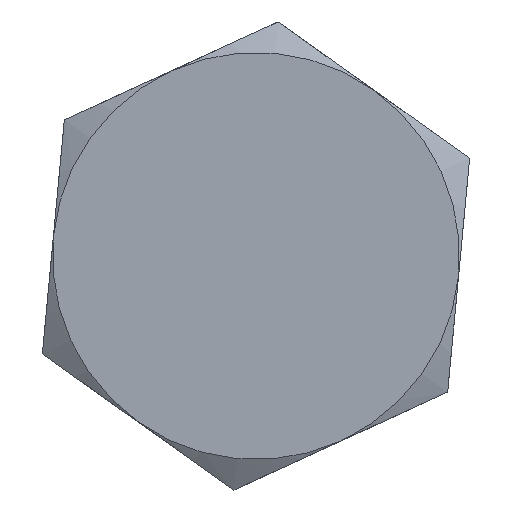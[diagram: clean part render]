
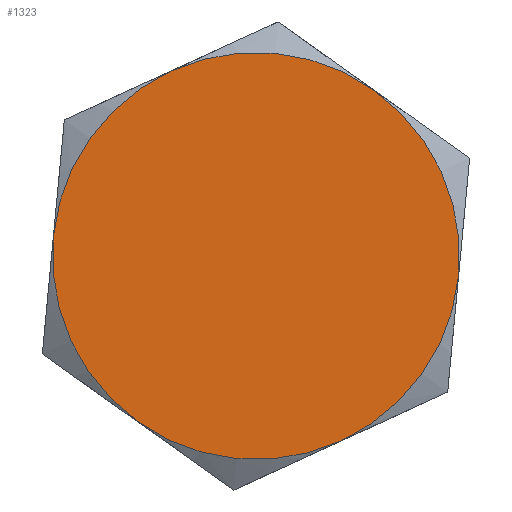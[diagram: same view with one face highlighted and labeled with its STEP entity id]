
A CAD part, front view. The second image highlights one B-rep face of the part: STEP entity #1323.
In plain terms, the highlighted planar face has unit normal (0, -1, 0).
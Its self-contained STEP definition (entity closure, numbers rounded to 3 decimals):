
#167 = VERTEX_POINT('',#168);
#168 = CARTESIAN_POINT('',(-62.54,177.5,
    -260.161));
#193 = CONICAL_SURFACE('',#194,9.,1.047);
#194 = AXIS2_PLACEMENT_3D('',#195,#196,#197);
#195 = CARTESIAN_POINT('',(-67.75,177.5,
    -267.5));
#196 = DIRECTION('',(0.,1.,0.));
#197 = DIRECTION('',(-0.417,0.,0.909)
  );
#330 = CONICAL_SURFACE('',#331,9.,1.047);
#331 = AXIS2_PLACEMENT_3D('',#332,#333,#334);
#332 = CARTESIAN_POINT('',(-67.75,177.5,
    -267.5));
#333 = DIRECTION('',(0.,1.,0.));
#334 = DIRECTION('',(-0.417,0.,0.909)
  );
#368 = VERTEX_POINT('',#369);
#369 = CARTESIAN_POINT('',(-71.5,177.5,
    -259.319));
#494 = CONICAL_SURFACE('',#495,9.,1.047);
#495 = AXIS2_PLACEMENT_3D('',#496,#497,#498);
#496 = CARTESIAN_POINT('',(-67.75,177.5,
    -267.5));
#497 = DIRECTION('',(0.,1.,0.));
#498 = DIRECTION('',(-0.417,0.,0.909)
  );
#532 = VERTEX_POINT('',#533);
#533 = CARTESIAN_POINT('',(-76.71,177.5,
    -266.657));
#658 = CONICAL_SURFACE('',#659,9.,1.047);
#659 = AXIS2_PLACEMENT_3D('',#660,#661,#662);
#660 = CARTESIAN_POINT('',(-67.75,177.5,
    -267.5));
#661 = DIRECTION('',(0.,1.,0.));
#662 = DIRECTION('',(-0.417,0.,0.909)
  );
#726 = VERTEX_POINT('',#727);
#727 = CARTESIAN_POINT('',(-72.96,177.5,-274.839
    ));
#747 = CONICAL_SURFACE('',#748,9.,1.047);
#748 = AXIS2_PLACEMENT_3D('',#749,#750,#751);
#749 = CARTESIAN_POINT('',(-67.75,177.5,
    -267.5));
#750 = DIRECTION('',(0.,1.,0.));
#751 = DIRECTION('',(-0.417,0.,0.909)
  );
#885 = VERTEX_POINT('',#886);
#886 = CARTESIAN_POINT('',(-64.,177.5,
    -275.681));
#906 = CONICAL_SURFACE('',#907,9.,1.047);
#907 = AXIS2_PLACEMENT_3D('',#908,#909,#910);
#908 = CARTESIAN_POINT('',(-67.75,177.5,
    -267.5));
#909 = DIRECTION('',(0.,1.,0.));
#910 = DIRECTION('',(-0.417,0.,0.909)
  );
#1020 = VERTEX_POINT('',#1021);
#1021 = CARTESIAN_POINT('',(-58.79,177.5,
    -268.343));
#1162 = EDGE_CURVE('',#167,#368,#1163,.T.);
#1163 = SURFACE_CURVE('',#1164,(#1169,#1176),.PCURVE_S1.);
#1164 = CIRCLE('',#1165,9.);
#1165 = AXIS2_PLACEMENT_3D('',#1166,#1167,#1168);
#1166 = CARTESIAN_POINT('',(-67.75,177.5,
    -267.5));
#1167 = DIRECTION('',(0.,-1.,0.));
#1168 = DIRECTION('',(-0.417,0.,0.909
    ));
#1169 = PCURVE('',#330,#1170);
#1170 = DEFINITIONAL_REPRESENTATION('',(#1171),#1175);
#1171 = LINE('',#1172,#1173);
#1172 = CARTESIAN_POINT('',(6.283,0.));
#1173 = VECTOR('',#1174,1.);
#1174 = DIRECTION('',(-1.,0.));
#1175 = ( GEOMETRIC_REPRESENTATION_CONTEXT(2) 
PARAMETRIC_REPRESENTATION_CONTEXT() REPRESENTATION_CONTEXT('2D SPACE',''
  ) );
#1176 = PCURVE('',#1177,#1182);
#1177 = PLANE('',#1178);
#1178 = AXIS2_PLACEMENT_3D('',#1179,#1180,#1181);
#1179 = CARTESIAN_POINT('',(-75.251,177.5,
    -251.137));
#1180 = DIRECTION('',(0.,-1.,0.));
#1181 = DIRECTION('',(-0.417,0.,0.909
    ));
#1182 = DEFINITIONAL_REPRESENTATION('',(#1183),#1187);
#1183 = CIRCLE('',#1184,9.);
#1184 = AXIS2_PLACEMENT_2D('',#1185,#1186);
#1185 = CARTESIAN_POINT('',(-18.,0.));
#1186 = DIRECTION('',(1.,0.));
#1187 = ( GEOMETRIC_REPRESENTATION_CONTEXT(2) 
PARAMETRIC_REPRESENTATION_CONTEXT() REPRESENTATION_CONTEXT('2D SPACE',''
  ) );
#1194 = EDGE_CURVE('',#1020,#167,#1195,.T.);
#1195 = SURFACE_CURVE('',#1196,(#1201,#1208),.PCURVE_S1.);
#1196 = CIRCLE('',#1197,9.);
#1197 = AXIS2_PLACEMENT_3D('',#1198,#1199,#1200);
#1198 = CARTESIAN_POINT('',(-67.75,177.5,
    -267.5));
#1199 = DIRECTION('',(0.,-1.,0.));
#1200 = DIRECTION('',(-0.417,0.,0.909
    ));
#1201 = PCURVE('',#193,#1202);
#1202 = DEFINITIONAL_REPRESENTATION('',(#1203),#1207);
#1203 = LINE('',#1204,#1205);
#1204 = CARTESIAN_POINT('',(6.283,0.));
#1205 = VECTOR('',#1206,1.);
#1206 = DIRECTION('',(-1.,0.));
#1207 = ( GEOMETRIC_REPRESENTATION_CONTEXT(2) 
PARAMETRIC_REPRESENTATION_CONTEXT() REPRESENTATION_CONTEXT('2D SPACE',''
  ) );
#1208 = PCURVE('',#1177,#1209);
#1209 = DEFINITIONAL_REPRESENTATION('',(#1210),#1214);
#1210 = CIRCLE('',#1211,9.);
#1211 = AXIS2_PLACEMENT_2D('',#1212,#1213);
#1212 = CARTESIAN_POINT('',(-18.,0.));
#1213 = DIRECTION('',(1.,0.));
#1214 = ( GEOMETRIC_REPRESENTATION_CONTEXT(2) 
PARAMETRIC_REPRESENTATION_CONTEXT() REPRESENTATION_CONTEXT('2D SPACE',''
  ) );
#1221 = EDGE_CURVE('',#885,#1020,#1222,.T.);
#1222 = SURFACE_CURVE('',#1223,(#1228,#1235),.PCURVE_S1.);
#1223 = CIRCLE('',#1224,9.);
#1224 = AXIS2_PLACEMENT_3D('',#1225,#1226,#1227);
#1225 = CARTESIAN_POINT('',(-67.75,177.5,
    -267.5));
#1226 = DIRECTION('',(0.,-1.,0.));
#1227 = DIRECTION('',(-0.417,0.,0.909
    ));
#1228 = PCURVE('',#906,#1229);
#1229 = DEFINITIONAL_REPRESENTATION('',(#1230),#1234);
#1230 = LINE('',#1231,#1232);
#1231 = CARTESIAN_POINT('',(6.283,0.));
#1232 = VECTOR('',#1233,1.);
#1233 = DIRECTION('',(-1.,0.));
#1234 = ( GEOMETRIC_REPRESENTATION_CONTEXT(2) 
PARAMETRIC_REPRESENTATION_CONTEXT() REPRESENTATION_CONTEXT('2D SPACE',''
  ) );
#1235 = PCURVE('',#1177,#1236);
#1236 = DEFINITIONAL_REPRESENTATION('',(#1237),#1241);
#1237 = CIRCLE('',#1238,9.);
#1238 = AXIS2_PLACEMENT_2D('',#1239,#1240);
#1239 = CARTESIAN_POINT('',(-18.,0.));
#1240 = DIRECTION('',(1.,0.));
#1241 = ( GEOMETRIC_REPRESENTATION_CONTEXT(2) 
PARAMETRIC_REPRESENTATION_CONTEXT() REPRESENTATION_CONTEXT('2D SPACE',''
  ) );
#1248 = EDGE_CURVE('',#726,#885,#1249,.T.);
#1249 = SURFACE_CURVE('',#1250,(#1255,#1262),.PCURVE_S1.);
#1250 = CIRCLE('',#1251,9.);
#1251 = AXIS2_PLACEMENT_3D('',#1252,#1253,#1254);
#1252 = CARTESIAN_POINT('',(-67.75,177.5,
    -267.5));
#1253 = DIRECTION('',(0.,-1.,0.));
#1254 = DIRECTION('',(-0.417,0.,0.909
    ));
#1255 = PCURVE('',#747,#1256);
#1256 = DEFINITIONAL_REPRESENTATION('',(#1257),#1261);
#1257 = LINE('',#1258,#1259);
#1258 = CARTESIAN_POINT('',(6.283,0.));
#1259 = VECTOR('',#1260,1.);
#1260 = DIRECTION('',(-1.,0.));
#1261 = ( GEOMETRIC_REPRESENTATION_CONTEXT(2) 
PARAMETRIC_REPRESENTATION_CONTEXT() REPRESENTATION_CONTEXT('2D SPACE',''
  ) );
#1262 = PCURVE('',#1177,#1263);
#1263 = DEFINITIONAL_REPRESENTATION('',(#1264),#1268);
#1264 = CIRCLE('',#1265,9.);
#1265 = AXIS2_PLACEMENT_2D('',#1266,#1267);
#1266 = CARTESIAN_POINT('',(-18.,0.));
#1267 = DIRECTION('',(1.,0.));
#1268 = ( GEOMETRIC_REPRESENTATION_CONTEXT(2) 
PARAMETRIC_REPRESENTATION_CONTEXT() REPRESENTATION_CONTEXT('2D SPACE',''
  ) );
#1273 = EDGE_CURVE('',#532,#726,#1274,.T.);
#1274 = SURFACE_CURVE('',#1275,(#1280,#1287),.PCURVE_S1.);
#1275 = CIRCLE('',#1276,9.);
#1276 = AXIS2_PLACEMENT_3D('',#1277,#1278,#1279);
#1277 = CARTESIAN_POINT('',(-67.75,177.5,
    -267.5));
#1278 = DIRECTION('',(0.,-1.,0.));
#1279 = DIRECTION('',(-0.417,0.,0.909
    ));
#1280 = PCURVE('',#658,#1281);
#1281 = DEFINITIONAL_REPRESENTATION('',(#1282),#1286);
#1282 = LINE('',#1283,#1284);
#1283 = CARTESIAN_POINT('',(6.283,0.));
#1284 = VECTOR('',#1285,1.);
#1285 = DIRECTION('',(-1.,0.));
#1286 = ( GEOMETRIC_REPRESENTATION_CONTEXT(2) 
PARAMETRIC_REPRESENTATION_CONTEXT() REPRESENTATION_CONTEXT('2D SPACE',''
  ) );
#1287 = PCURVE('',#1177,#1288);
#1288 = DEFINITIONAL_REPRESENTATION('',(#1289),#1293);
#1289 = CIRCLE('',#1290,9.);
#1290 = AXIS2_PLACEMENT_2D('',#1291,#1292);
#1291 = CARTESIAN_POINT('',(-18.,0.));
#1292 = DIRECTION('',(1.,0.));
#1293 = ( GEOMETRIC_REPRESENTATION_CONTEXT(2) 
PARAMETRIC_REPRESENTATION_CONTEXT() REPRESENTATION_CONTEXT('2D SPACE',''
  ) );
#1300 = EDGE_CURVE('',#368,#532,#1301,.T.);
#1301 = SURFACE_CURVE('',#1302,(#1307,#1314),.PCURVE_S1.);
#1302 = CIRCLE('',#1303,9.);
#1303 = AXIS2_PLACEMENT_3D('',#1304,#1305,#1306);
#1304 = CARTESIAN_POINT('',(-67.75,177.5,
    -267.5));
#1305 = DIRECTION('',(0.,-1.,0.));
#1306 = DIRECTION('',(-0.417,0.,0.909
    ));
#1307 = PCURVE('',#494,#1308);
#1308 = DEFINITIONAL_REPRESENTATION('',(#1309),#1313);
#1309 = LINE('',#1310,#1311);
#1310 = CARTESIAN_POINT('',(6.283,0.));
#1311 = VECTOR('',#1312,1.);
#1312 = DIRECTION('',(-1.,0.));
#1313 = ( GEOMETRIC_REPRESENTATION_CONTEXT(2) 
PARAMETRIC_REPRESENTATION_CONTEXT() REPRESENTATION_CONTEXT('2D SPACE',''
  ) );
#1314 = PCURVE('',#1177,#1315);
#1315 = DEFINITIONAL_REPRESENTATION('',(#1316),#1320);
#1316 = CIRCLE('',#1317,9.);
#1317 = AXIS2_PLACEMENT_2D('',#1318,#1319);
#1318 = CARTESIAN_POINT('',(-18.,0.));
#1319 = DIRECTION('',(1.,0.));
#1320 = ( GEOMETRIC_REPRESENTATION_CONTEXT(2) 
PARAMETRIC_REPRESENTATION_CONTEXT() REPRESENTATION_CONTEXT('2D SPACE',''
  ) );
#1323 = ADVANCED_FACE('',(#1324),#1177,.T.);
#1324 = FACE_BOUND('',#1325,.T.);
#1325 = EDGE_LOOP('',(#1326,#1327,#1328,#1329,#1330,#1331));
#1326 = ORIENTED_EDGE('',*,*,#1162,.T.);
#1327 = ORIENTED_EDGE('',*,*,#1300,.T.);
#1328 = ORIENTED_EDGE('',*,*,#1273,.T.);
#1329 = ORIENTED_EDGE('',*,*,#1248,.T.);
#1330 = ORIENTED_EDGE('',*,*,#1221,.T.);
#1331 = ORIENTED_EDGE('',*,*,#1194,.T.);
